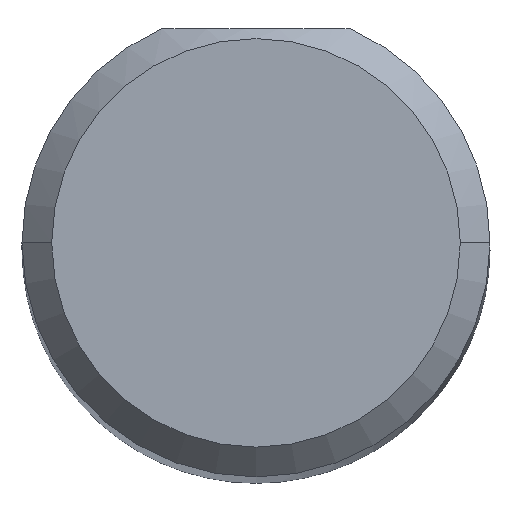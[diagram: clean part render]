
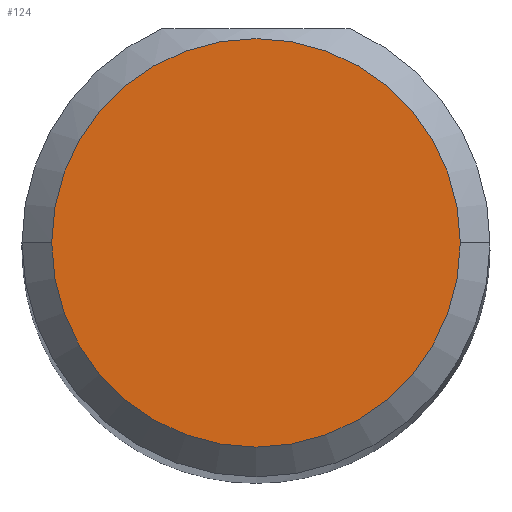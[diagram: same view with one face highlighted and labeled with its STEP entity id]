
A CAD part, top view. The second image highlights one B-rep face of the part: STEP entity #124.
In plain terms, the highlighted planar face has unit normal (0, 0, 1).
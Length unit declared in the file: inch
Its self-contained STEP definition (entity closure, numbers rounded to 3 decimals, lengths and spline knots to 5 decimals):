
#1 = DIRECTION ( 'NONE',  ( 1., 0., 0. ) ) ;
#22 = VERTEX_POINT ( 'NONE', #239 ) ;
#59 = DIRECTION ( 'NONE',  ( 0., 0., 1. ) ) ;
#114 = AXIS2_PLACEMENT_3D ( 'NONE', #425, #59, #458 ) ;
#121 = EDGE_CURVE ( 'NONE', #22, #314, #505, .T. ) ;
#122 = ORIENTED_EDGE ( 'NONE', *, *, #121, .T. ) ;
#124 = ADVANCED_FACE ( 'NONE', ( #136 ), #248, .T. ) ;
#132 = AXIS2_PLACEMENT_3D ( 'NONE', #373, #416, #1 ) ;
#136 = FACE_OUTER_BOUND ( 'NONE', #482, .T. ) ;
#153 = ORIENTED_EDGE ( 'NONE', *, *, #492, .T. ) ;
#239 = CARTESIAN_POINT ( 'NONE',  ( 0.10311, 0., 2.24409 ) ) ;
#248 = PLANE ( 'NONE',  #132 ) ;
#249 = CIRCLE ( 'NONE', #114, 0.10311 ) ;
#314 = VERTEX_POINT ( 'NONE', #527 ) ;
#337 = AXIS2_PLACEMENT_3D ( 'NONE', #339, #501, #496 ) ;
#339 = CARTESIAN_POINT ( 'NONE',  ( 0., 0., 2.24409 ) ) ;
#373 = CARTESIAN_POINT ( 'NONE',  ( 0., 0., 2.24409 ) ) ;
#416 = DIRECTION ( 'NONE',  ( 0., 0., 1. ) ) ;
#425 = CARTESIAN_POINT ( 'NONE',  ( 0., 0., 2.24409 ) ) ;
#458 = DIRECTION ( 'NONE',  ( 1., 0., 0. ) ) ;
#482 = EDGE_LOOP ( 'NONE', ( #153, #122 ) ) ;
#492 = EDGE_CURVE ( 'NONE', #314, #22, #249, .T. ) ;
#496 = DIRECTION ( 'NONE',  ( 1., 0., 0. ) ) ;
#501 = DIRECTION ( 'NONE',  ( 0., 0., 1. ) ) ;
#505 = CIRCLE ( 'NONE', #337, 0.10311 ) ;
#527 = CARTESIAN_POINT ( 'NONE',  ( -0.10311, 0., 2.24409 ) ) ;
